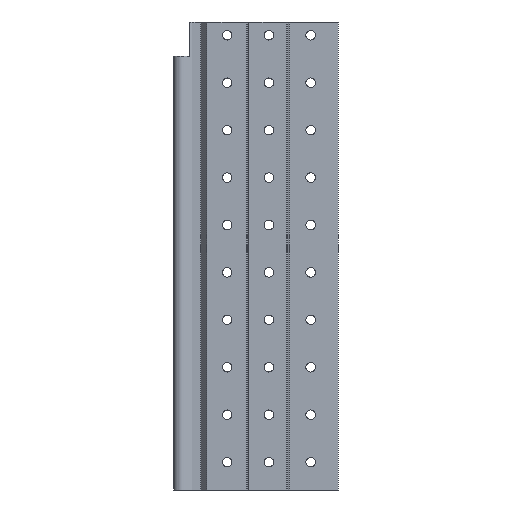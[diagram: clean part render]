
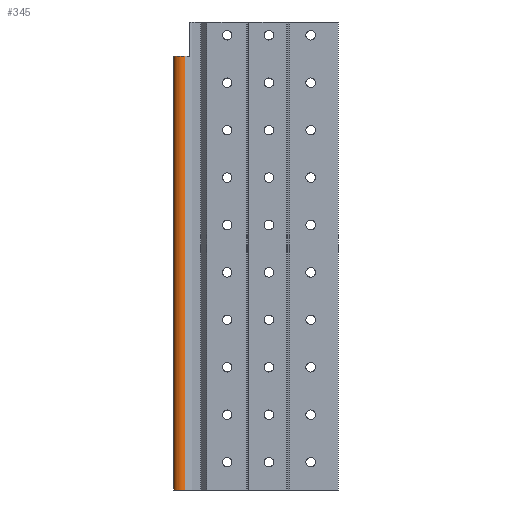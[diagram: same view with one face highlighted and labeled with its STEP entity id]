
A CAD part, left-side view. The second image highlights one B-rep face of the part: STEP entity #345.
In plain terms, the highlighted cylindrical face has radius 6 mm (diameter 12 mm), a partial arc.
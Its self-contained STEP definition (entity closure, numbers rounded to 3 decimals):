
#345 = ADVANCED_FACE ( 'NONE', ( #2161 ), #430, .T. ) ;
#400 = AXIS2_PLACEMENT_3D ( 'NONE', #1001, #2547, #1316 ) ;
#430 = CYLINDRICAL_SURFACE ( 'NONE', #1378, 6. ) ;
#493 = DIRECTION ( 'NONE',  ( 0., 0., 1. ) ) ;
#539 = DIRECTION ( 'NONE',  ( 0., 0., 1. ) ) ;
#669 = CARTESIAN_POINT ( 'NONE',  ( 14.275, 127.4, -370. ) ) ;
#688 = EDGE_CURVE ( 'NONE', #839, #1863, #1478, .T. ) ;
#820 = CARTESIAN_POINT ( 'NONE',  ( 14.275, 127.4, -27. ) ) ;
#839 = VERTEX_POINT ( 'NONE', #1049 ) ;
#933 = EDGE_CURVE ( 'NONE', #2741, #2253, #2303, .T. ) ;
#1001 = CARTESIAN_POINT ( 'NONE',  ( 9.078, 124.4, -27. ) ) ;
#1031 = DIRECTION ( 'NONE',  ( -1., 0., 0. ) ) ;
#1049 = CARTESIAN_POINT ( 'NONE',  ( 14.275, 127.4, -370. ) ) ;
#1276 = ORIENTED_EDGE ( 'NONE', *, *, #933, .T. ) ;
#1316 = DIRECTION ( 'NONE',  ( 0., 1., 0. ) ) ;
#1378 = AXIS2_PLACEMENT_3D ( 'NONE', #2648, #2127, #3124 ) ;
#1478 = LINE ( 'NONE', #669, #1998 ) ;
#1576 = ORIENTED_EDGE ( 'NONE', *, *, #688, .F. ) ;
#1600 = AXIS2_PLACEMENT_3D ( 'NONE', #2790, #3034, #1031 ) ;
#1652 = ORIENTED_EDGE ( 'NONE', *, *, #1687, .F. ) ;
#1687 = EDGE_CURVE ( 'NONE', #2741, #839, #2802, .T. ) ;
#1803 = EDGE_CURVE ( 'NONE', #2253, #1863, #2542, .T. ) ;
#1863 = VERTEX_POINT ( 'NONE', #820 ) ;
#1998 = VECTOR ( 'NONE', #493, 1000. ) ;
#2127 = DIRECTION ( 'NONE',  ( 0., 0., 1. ) ) ;
#2161 = FACE_OUTER_BOUND ( 'NONE', #2794, .T. ) ;
#2232 = CARTESIAN_POINT ( 'NONE',  ( 3.882, 121.4, -370. ) ) ;
#2253 = VERTEX_POINT ( 'NONE', #2512 ) ;
#2303 = LINE ( 'NONE', #2771, #2616 ) ;
#2512 = CARTESIAN_POINT ( 'NONE',  ( 3.882, 121.4, -27. ) ) ;
#2542 = CIRCLE ( 'NONE', #400, 6. ) ;
#2547 = DIRECTION ( 'NONE',  ( 0., 0., -1. ) ) ;
#2616 = VECTOR ( 'NONE', #539, 1000. ) ;
#2648 = CARTESIAN_POINT ( 'NONE',  ( 9.078, 124.4, -370. ) ) ;
#2713 = ORIENTED_EDGE ( 'NONE', *, *, #1803, .T. ) ;
#2741 = VERTEX_POINT ( 'NONE', #2232 ) ;
#2771 = CARTESIAN_POINT ( 'NONE',  ( 3.882, 121.4, -370. ) ) ;
#2790 = CARTESIAN_POINT ( 'NONE',  ( 9.078, 124.4, -370. ) ) ;
#2794 = EDGE_LOOP ( 'NONE', ( #2713, #1576, #1652, #1276 ) ) ;
#2802 = CIRCLE ( 'NONE', #1600, 6. ) ;
#3034 = DIRECTION ( 'NONE',  ( 0., 0., -1. ) ) ;
#3124 = DIRECTION ( 'NONE',  ( 1., 0., 0. ) ) ;
